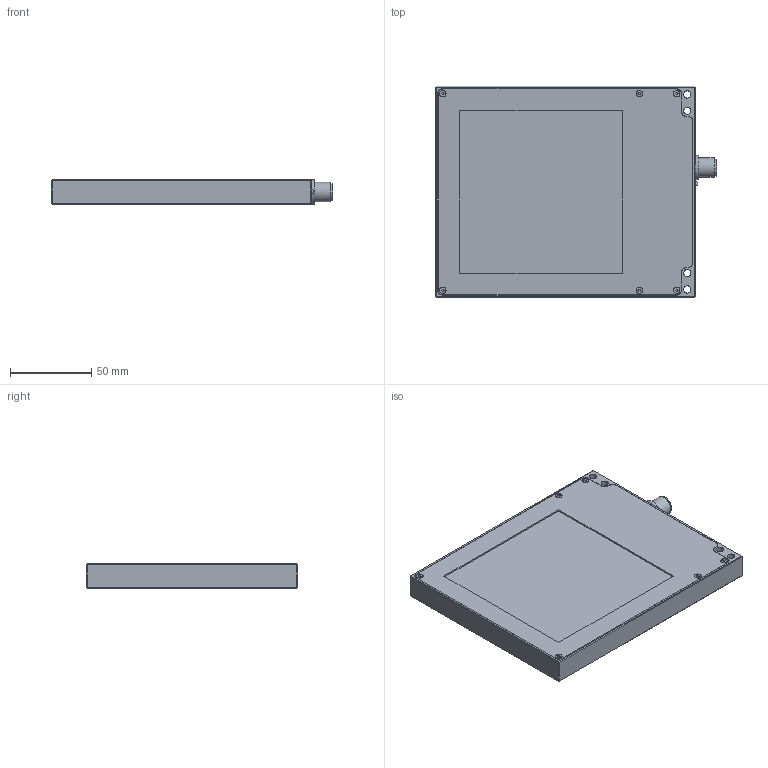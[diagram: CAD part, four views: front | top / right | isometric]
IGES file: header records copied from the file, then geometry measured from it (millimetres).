
Global section: file name: BEK-F100x100-GxTI-IBS; native system: Autodesk Inventor 2015; preprocessor: unknown; author: lck; date: 20150721.152641; units: millimetre
Bounding box: 173 x 130 x 15.1 mm (x, y, z)
Volume: 300746.6 mm3; surface area: 54185.1 mm2
Topology: 5 solids, 18 shells, 267 faces, 599 edges, 387 vertices
Faces by surface type: bspline 267
